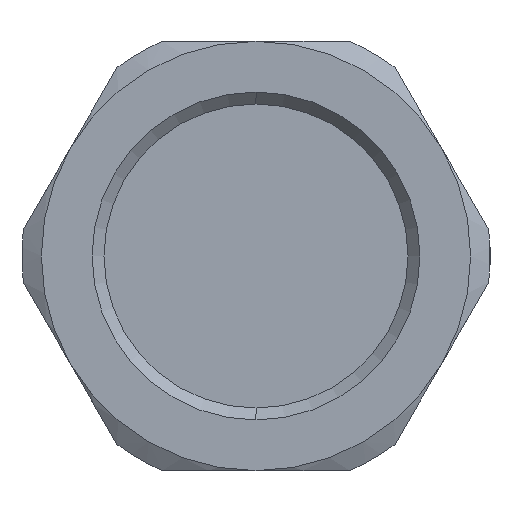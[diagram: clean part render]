
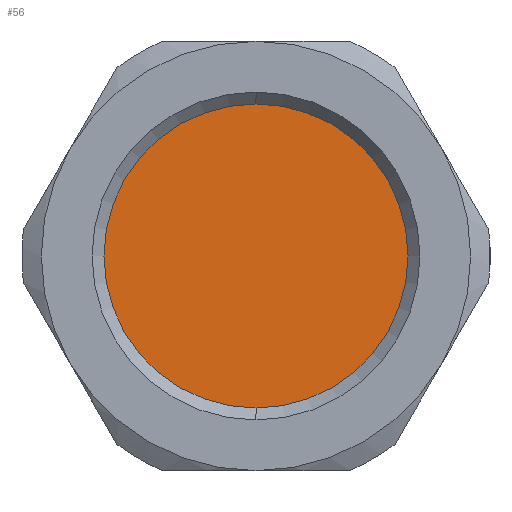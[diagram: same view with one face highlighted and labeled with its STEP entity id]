
A CAD part, left-side view. The second image highlights one B-rep face of the part: STEP entity #56.
In plain terms, the highlighted planar face has unit normal (-1, 0, 0).
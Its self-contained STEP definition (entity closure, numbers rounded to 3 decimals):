
#56 = ADVANCED_FACE ( 'NONE', ( #2290 ), #1488, .F. ) ;
#397 = ORIENTED_EDGE ( 'NONE', *, *, #3493, .T. ) ;
#398 = ORIENTED_EDGE ( 'NONE', *, *, #3616, .T. ) ;
#709 = EDGE_LOOP ( 'NONE', ( #397, #398 ) ) ;
#875 = AXIS2_PLACEMENT_3D ( 'NONE', #1487, #1486, #1485 ) ;
#1003 = AXIS2_PLACEMENT_3D ( 'NONE', #2545, #2546, #2547 ) ;
#1067 = AXIS2_PLACEMENT_3D ( 'NONE', #2973, #2974, #2975 ) ;
#1485 = DIRECTION ( 'NONE',  ( 0., 0., -1. ) ) ;
#1486 = DIRECTION ( 'NONE',  ( 1., 0., 0. ) ) ;
#1487 = CARTESIAN_POINT ( 'NONE',  ( -4.746, 0., 0. ) ) ;
#1488 = PLANE ( 'NONE',  #875 ) ;
#1571 = VERTEX_POINT ( 'NONE', #2364 ) ;
#1587 = VERTEX_POINT ( 'NONE', #2380 ) ;
#1896 = CIRCLE ( 'NONE', #1003, 19.476 ) ;
#2058 = CIRCLE ( 'NONE', #1067, 19.476 ) ;
#2290 = FACE_OUTER_BOUND ( 'NONE', #709, .T. ) ;
#2364 = CARTESIAN_POINT ( 'NONE',  ( -4.746, 0., 19.476 ) ) ;
#2380 = CARTESIAN_POINT ( 'NONE',  ( -4.746, 0., -19.476 ) ) ;
#2545 = CARTESIAN_POINT ( 'NONE',  ( -4.746, 0., 0. ) ) ;
#2546 = DIRECTION ( 'NONE',  ( -1., 0., 0. ) ) ;
#2547 = DIRECTION ( 'NONE',  ( 0., 0., -1. ) ) ;
#2973 = CARTESIAN_POINT ( 'NONE',  ( -4.746, 0., 0. ) ) ;
#2974 = DIRECTION ( 'NONE',  ( -1., 0., 0. ) ) ;
#2975 = DIRECTION ( 'NONE',  ( 0., 0., -1. ) ) ;
#3493 = EDGE_CURVE ( 'NONE', #1587, #1571, #1896, .T. ) ;
#3616 = EDGE_CURVE ( 'NONE', #1571, #1587, #2058, .T. ) ;
